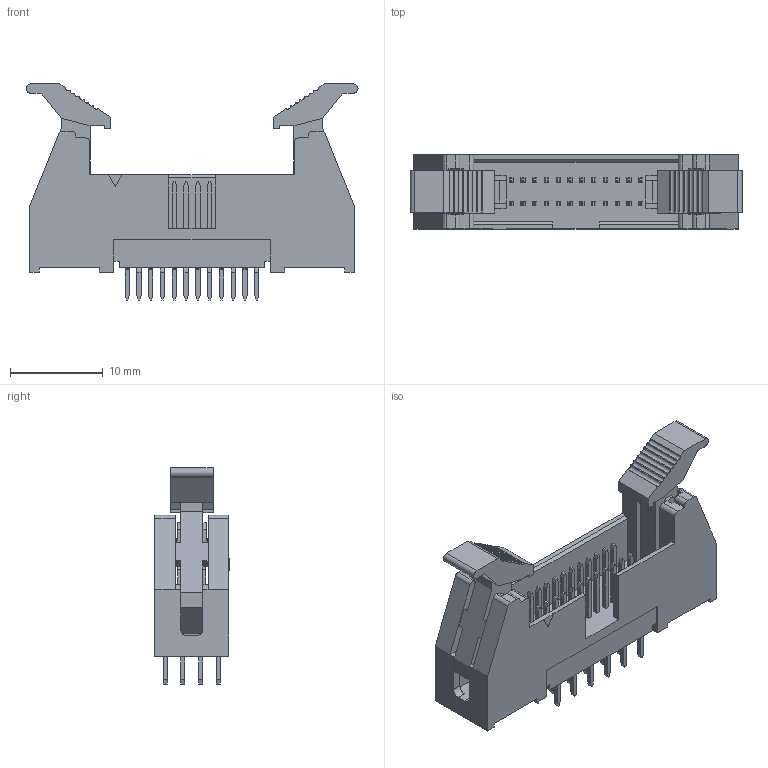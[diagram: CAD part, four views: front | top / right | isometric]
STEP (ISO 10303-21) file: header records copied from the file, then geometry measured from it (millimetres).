
FILE_DESCRIPTION( ('This file contains a STEP AP42 implementation' ,'as created by ZW3D STEP Interface translator.') ,'2;1' );
FILE_NAME( '3241-XXSXXBST2.stp' ,'231127. 918 4', (''), ('ZWCAD Software Co.'), 'Version 1.0', 'ZW3D to STEP translator', '' );
FILE_SCHEMA(('AUTOMOTIVE_DESIGN { 1 0 10303 214 1 1 1 1 }'));
Length unit declared in the file: millimetre
Products named in the file (2): 0; 3241-24SG0BST2
Bounding box: 35.79 x 8.05 x 23.3 mm (x, y, z)
Volume: 2084.2 mm3; surface area: 3548.6 mm2
Topology: 1 solids, 1 shells, 1086 faces, 3102 edges, 2024 vertices
Faces by surface type: plane 848, cylinder 190, bspline 36, sphere 8, torus 4
Full cylindrical faces by diameter (mm): 1.6 x4, 2.5 x2
Entity records: 41598 total; most frequent: CARTESIAN_POINT 14395, ORIENTED_EDGE 6204, DIRECTION 4312, EDGE_CURVE 3102, VERTEX_POINT 2024, VECTOR 1622, LINE 1622, AXIS2_PLACEMENT_3D 1345
